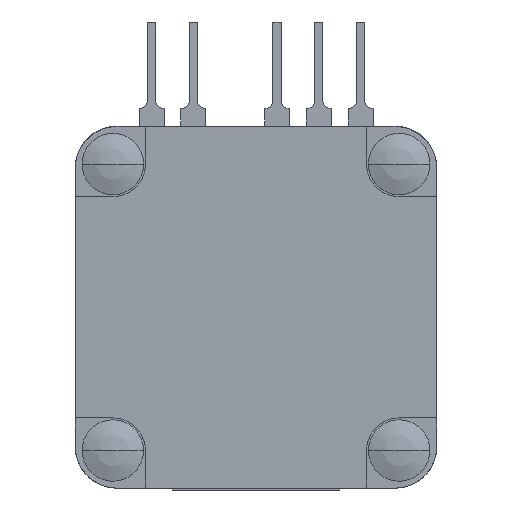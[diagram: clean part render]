
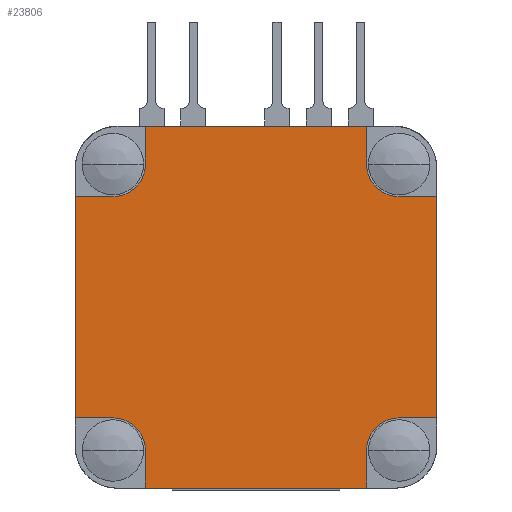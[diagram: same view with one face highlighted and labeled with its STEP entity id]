
A CAD part, front view. The second image highlights one B-rep face of the part: STEP entity #23806.
In plain terms, the highlighted planar face has unit normal (0, -1, 0).
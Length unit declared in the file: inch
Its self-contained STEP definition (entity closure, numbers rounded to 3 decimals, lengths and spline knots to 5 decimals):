
#1057=CARTESIAN_POINT('',(-0.3425,-1.008,-0.343));
#1058=DIRECTION('',(0.,1.,0.));
#1059=DIRECTION('',(0.,0.,1.));
#1060=AXIS2_PLACEMENT_3D('',#1057,#1058,#1059);
#1071=DIRECTION('',(0.,0.,-1.));
#1072=VECTOR('',#1071,0.09);
#1073=CARTESIAN_POINT('',(0.2645,-1.008,0.432));
#1074=LINE('',#1073,#1072);
#1075=DIRECTION('',(-1.,0.,0.));
#1076=VECTOR('',#1075,0.09);
#1077=CARTESIAN_POINT('',(0.4325,-1.008,0.264));
#1078=LINE('',#1077,#1076);
#1079=DIRECTION('',(0.,0.,-1.));
#1080=VECTOR('',#1079,0.529);
#1081=CARTESIAN_POINT('',(0.4325,-1.008,0.264));
#1082=LINE('',#1081,#1080);
#1083=DIRECTION('',(-1.,0.,0.));
#1084=VECTOR('',#1083,0.09);
#1085=CARTESIAN_POINT('',(0.4325,-1.008,-0.265));
#1086=LINE('',#1085,#1084);
#1087=DIRECTION('',(0.,0.,1.));
#1088=VECTOR('',#1087,0.09);
#1089=CARTESIAN_POINT('',(0.2645,-1.008,-0.433));
#1090=LINE('',#1089,#1088);
#1091=DIRECTION('',(-1.,0.,0.));
#1092=VECTOR('',#1091,0.529);
#1093=CARTESIAN_POINT('',(0.2645,-1.008,-0.433));
#1094=LINE('',#1093,#1092);
#1095=DIRECTION('',(0.,0.,1.));
#1096=VECTOR('',#1095,0.09);
#1097=CARTESIAN_POINT('',(-0.2645,-1.008,-0.433));
#1098=LINE('',#1097,#1096);
#1099=DIRECTION('',(1.,0.,0.));
#1100=VECTOR('',#1099,0.09);
#1101=CARTESIAN_POINT('',(-0.4325,-1.008,-0.265));
#1102=LINE('',#1101,#1100);
#1103=DIRECTION('',(0.,0.,1.));
#1104=VECTOR('',#1103,0.529);
#1105=CARTESIAN_POINT('',(-0.4325,-1.008,-0.265));
#1106=LINE('',#1105,#1104);
#1107=DIRECTION('',(1.,0.,0.));
#1108=VECTOR('',#1107,0.09);
#1109=CARTESIAN_POINT('',(-0.4325,-1.008,0.264));
#1110=LINE('',#1109,#1108);
#1111=DIRECTION('',(0.,0.,-1.));
#1112=VECTOR('',#1111,0.09);
#1113=CARTESIAN_POINT('',(-0.2645,-1.008,0.432));
#1114=LINE('',#1113,#1112);
#1115=DIRECTION('',(1.,0.,0.));
#1116=VECTOR('',#1115,0.529);
#1117=CARTESIAN_POINT('',(-0.2645,-1.008,0.432));
#1118=LINE('',#1117,#1116);
#1123=CARTESIAN_POINT('',(0.3425,-1.008,0.342));
#1124=DIRECTION('',(0.,1.,0.));
#1125=DIRECTION('',(0.,0.,-1.));
#1126=AXIS2_PLACEMENT_3D('',#1123,#1124,#1125);
#1192=CARTESIAN_POINT('',(0.3425,-1.008,-0.343));
#1193=DIRECTION('',(0.,1.,0.));
#1194=DIRECTION('',(-1.,0.,0.));
#1195=AXIS2_PLACEMENT_3D('',#1192,#1193,#1194);
#1261=CARTESIAN_POINT('',(-0.3425,-1.008,0.342));
#1262=DIRECTION('',(0.,1.,0.));
#1263=DIRECTION('',(1.,0.,0.));
#1264=AXIS2_PLACEMENT_3D('',#1261,#1262,#1263);
#22070=CARTESIAN_POINT('',(-0.2645,-1.008,0.432));
#22071=VERTEX_POINT('',#22070);
#22072=CARTESIAN_POINT('',(0.2645,-1.008,0.432));
#22073=VERTEX_POINT('',#22072);
#22078=CARTESIAN_POINT('',(0.4325,-1.008,-0.265));
#22079=VERTEX_POINT('',#22078);
#22080=CARTESIAN_POINT('',(0.4325,-1.008,0.264));
#22081=VERTEX_POINT('',#22080);
#22086=CARTESIAN_POINT('',(0.2645,-1.008,-0.433));
#22087=VERTEX_POINT('',#22086);
#22088=CARTESIAN_POINT('',(-0.2645,-1.008,-0.433));
#22089=VERTEX_POINT('',#22088);
#22094=CARTESIAN_POINT('',(-0.4325,-1.008,-0.265));
#22095=VERTEX_POINT('',#22094);
#22096=CARTESIAN_POINT('',(-0.4325,-1.008,0.264));
#22097=VERTEX_POINT('',#22096);
#22098=CARTESIAN_POINT('',(0.2645,-1.008,-0.343));
#22100=VERTEX_POINT('',#22098);
#22102=CARTESIAN_POINT('',(0.3425,-1.008,-0.265));
#22104=VERTEX_POINT('',#22102);
#22106=CARTESIAN_POINT('',(0.3425,-1.008,0.264));
#22108=VERTEX_POINT('',#22106);
#22110=CARTESIAN_POINT('',(0.2645,-1.008,0.342));
#22112=VERTEX_POINT('',#22110);
#22114=CARTESIAN_POINT('',(-0.2645,-1.008,0.342));
#22116=VERTEX_POINT('',#22114);
#22118=CARTESIAN_POINT('',(-0.3425,-1.008,0.264));
#22120=VERTEX_POINT('',#22118);
#22122=CARTESIAN_POINT('',(-0.3425,-1.008,-0.265));
#22124=VERTEX_POINT('',#22122);
#22126=CARTESIAN_POINT('',(-0.2645,-1.008,-0.343));
#22128=VERTEX_POINT('',#22126);
#23773=CARTESIAN_POINT('',(0.,-1.008,-0.0005));
#23774=DIRECTION('',(0.,1.,0.));
#23775=DIRECTION('',(0.,0.,-1.));
#23776=AXIS2_PLACEMENT_3D('',#23773,#23774,#23775);
#23777=PLANE('',#23776);
#23779=ORIENTED_EDGE('',*,*,#23778,.T.);
#23781=ORIENTED_EDGE('',*,*,#23780,.F.);
#23783=ORIENTED_EDGE('',*,*,#23782,.F.);
#23784=ORIENTED_EDGE('',*,*,#23383,.T.);
#23786=ORIENTED_EDGE('',*,*,#23785,.T.);
#23788=ORIENTED_EDGE('',*,*,#23787,.F.);
#23790=ORIENTED_EDGE('',*,*,#23789,.F.);
#23791=ORIENTED_EDGE('',*,*,#23553,.T.);
#23793=ORIENTED_EDGE('',*,*,#23792,.T.);
#23794=ORIENTED_EDGE('',*,*,#23738,.F.);
#23795=ORIENTED_EDGE('',*,*,#23761,.F.);
#23796=ORIENTED_EDGE('',*,*,#22801,.T.);
#23798=ORIENTED_EDGE('',*,*,#23797,.T.);
#23800=ORIENTED_EDGE('',*,*,#23799,.F.);
#23802=ORIENTED_EDGE('',*,*,#23801,.F.);
#23803=ORIENTED_EDGE('',*,*,#22979,.T.);
#23804=EDGE_LOOP('',(#23779,#23781,#23783,#23784,#23786,#23788,#23790,#23791,
#23793,#23794,#23795,#23796,#23798,#23800,#23802,#23803));
#23805=FACE_OUTER_BOUND('',#23804,.F.);
#23806=ADVANCED_FACE('',(#23805),#23777,.F.);
#1061=CIRCLE('',#1060,0.078);
#1127=CIRCLE('',#1126,0.078);
#1196=CIRCLE('',#1195,0.078);
#1265=CIRCLE('',#1264,0.078);
#22801=EDGE_CURVE('',#22095,#22097,#1106,.T.);
#22979=EDGE_CURVE('',#22071,#22073,#1118,.T.);
#23383=EDGE_CURVE('',#22081,#22079,#1082,.T.);
#23553=EDGE_CURVE('',#22087,#22089,#1094,.T.);
#23738=EDGE_CURVE('',#22124,#22128,#1061,.T.);
#23761=EDGE_CURVE('',#22095,#22124,#1102,.T.);
#23778=EDGE_CURVE('',#22073,#22112,#1074,.T.);
#23780=EDGE_CURVE('',#22108,#22112,#1127,.T.);
#23782=EDGE_CURVE('',#22081,#22108,#1078,.T.);
#23785=EDGE_CURVE('',#22079,#22104,#1086,.T.);
#23787=EDGE_CURVE('',#22100,#22104,#1196,.T.);
#23789=EDGE_CURVE('',#22087,#22100,#1090,.T.);
#23792=EDGE_CURVE('',#22089,#22128,#1098,.T.);
#23797=EDGE_CURVE('',#22097,#22120,#1110,.T.);
#23799=EDGE_CURVE('',#22116,#22120,#1265,.T.);
#23801=EDGE_CURVE('',#22071,#22116,#1114,.T.);
